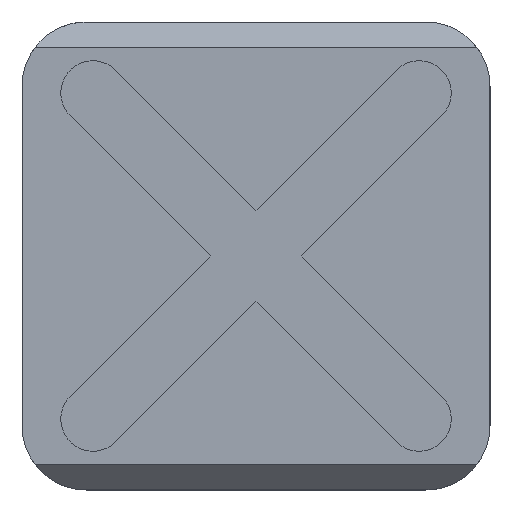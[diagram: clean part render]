
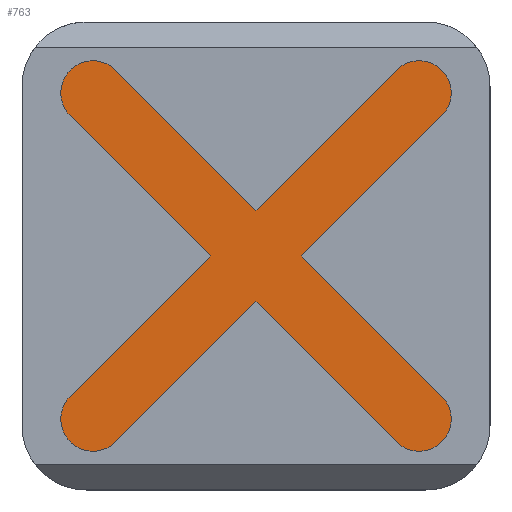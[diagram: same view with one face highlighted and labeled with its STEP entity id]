
A CAD part, front view. The second image highlights one B-rep face of the part: STEP entity #763.
In plain terms, the highlighted face is planar.
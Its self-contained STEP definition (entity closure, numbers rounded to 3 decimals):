
#36 = AXIS2_PLACEMENT_3D ( 'NONE', #573, #459, #1120 ) ;
#45 = VERTEX_POINT ( 'NONE', #1392 ) ;
#46 = VERTEX_POINT ( 'NONE', #1305 ) ;
#50 = PLANE ( 'NONE',  #1081 ) ;
#68 = CARTESIAN_POINT ( 'NONE',  ( 0., -2.245, 0.762 ) ) ;
#79 = AXIS2_PLACEMENT_3D ( 'NONE', #939, #508, #1416 ) ;
#80 = DIRECTION ( 'NONE',  ( -0.707, 0.707, 0. ) ) ;
#83 = VECTOR ( 'NONE', #210, 1000. ) ;
#123 = ORIENTED_EDGE ( 'NONE', *, *, #302, .T. ) ;
#138 = VERTEX_POINT ( 'NONE', #306 ) ;
#148 = AXIS2_PLACEMENT_3D ( 'NONE', #727, #1182, #170 ) ;
#149 = EDGE_CURVE ( 'NONE', #728, #1227, #196, .T. ) ;
#163 = ORIENTED_EDGE ( 'NONE', *, *, #705, .T. ) ;
#170 = DIRECTION ( 'NONE',  ( -1., 0., 0. ) ) ;
#185 = CIRCLE ( 'NONE', #811, 1.588 ) ;
#196 = LINE ( 'NONE', #428, #83 ) ;
#200 = DIRECTION ( 'NONE',  ( -0.707, -0.707, 0. ) ) ;
#209 = AXIS2_PLACEMENT_3D ( 'NONE', #1124, #779, #1461 ) ;
#210 = DIRECTION ( 'NONE',  ( -0.707, 0.707, 0. ) ) ;
#219 = CARTESIAN_POINT ( 'NONE',  ( 2.245, 0., 0.762 ) ) ;
#224 = VECTOR ( 'NONE', #695, 1000. ) ;
#243 = DIRECTION ( 'NONE',  ( -1., 0., 0. ) ) ;
#244 = LINE ( 'NONE', #502, #224 ) ;
#251 = LINE ( 'NONE', #701, #633 ) ;
#259 = CARTESIAN_POINT ( 'NONE',  ( 6.927, -9.173, 0.762 ) ) ;
#291 = VERTEX_POINT ( 'NONE', #1215 ) ;
#299 = EDGE_CURVE ( 'NONE', #711, #582, #995, .T. ) ;
#302 = EDGE_CURVE ( 'NONE', #480, #46, #1452, .T. ) ;
#303 = CARTESIAN_POINT ( 'NONE',  ( 1.123, 1.123, 0.762 ) ) ;
#306 = CARTESIAN_POINT ( 'NONE',  ( -6.927, -9.173, 0.762 ) ) ;
#312 = DIRECTION ( 'NONE',  ( -0.707, -0.707, 0. ) ) ;
#328 = CARTESIAN_POINT ( 'NONE',  ( 9.173, -6.927, 0.762 ) ) ;
#362 = CARTESIAN_POINT ( 'NONE',  ( -1.123, 1.123, 0.762 ) ) ;
#412 = ORIENTED_EDGE ( 'NONE', *, *, #907, .T. ) ;
#428 = CARTESIAN_POINT ( 'NONE',  ( -1.123, -1.123, 0.762 ) ) ;
#442 = EDGE_CURVE ( 'NONE', #870, #1389, #675, .T. ) ;
#459 = DIRECTION ( 'NONE',  ( 0., 0., -1. ) ) ;
#478 = DIRECTION ( 'NONE',  ( -0.707, -0.707, 0. ) ) ;
#480 = VERTEX_POINT ( 'NONE', #1248 ) ;
#495 = ORIENTED_EDGE ( 'NONE', *, *, #569, .T. ) ;
#501 = CARTESIAN_POINT ( 'NONE',  ( -6.927, 9.173, 0.762 ) ) ;
#502 = CARTESIAN_POINT ( 'NONE',  ( -1.123, -1.123, 0.762 ) ) ;
#508 = DIRECTION ( 'NONE',  ( 0., 0., -1. ) ) ;
#569 = EDGE_CURVE ( 'NONE', #46, #826, #185, .T. ) ;
#573 = CARTESIAN_POINT ( 'NONE',  ( -8.05, -8.05, 0.762 ) ) ;
#582 = VERTEX_POINT ( 'NONE', #1267 ) ;
#591 = AXIS2_PLACEMENT_3D ( 'NONE', #1403, #1180, #1189 ) ;
#629 = CARTESIAN_POINT ( 'NONE',  ( 0., 0., 0.762 ) ) ;
#631 = ORIENTED_EDGE ( 'NONE', *, *, #442, .T. ) ;
#633 = VECTOR ( 'NONE', #822, 1000. ) ;
#645 = FACE_OUTER_BOUND ( 'NONE', #1007, .T. ) ;
#648 = ORIENTED_EDGE ( 'NONE', *, *, #1291, .T. ) ;
#651 = CARTESIAN_POINT ( 'NONE',  ( -9.173, -6.927, 0.762 ) ) ;
#672 = EDGE_CURVE ( 'NONE', #45, #480, #244, .T. ) ;
#675 = CIRCLE ( 'NONE', #36, 1.588 ) ;
#695 = DIRECTION ( 'NONE',  ( -0.707, 0.707, 0. ) ) ;
#701 = CARTESIAN_POINT ( 'NONE',  ( 1.123, -1.123, 0.762 ) ) ;
#705 = EDGE_CURVE ( 'NONE', #1227, #138, #251, .T. ) ;
#711 = VERTEX_POINT ( 'NONE', #933 ) ;
#727 = CARTESIAN_POINT ( 'NONE',  ( -8.05, 8.05, 0.762 ) ) ;
#728 = VERTEX_POINT ( 'NONE', #259 ) ;
#763 = ADVANCED_FACE ( 'NONE', ( #645 ), #50, .T. ) ;
#774 = ORIENTED_EDGE ( 'NONE', *, *, #299, .F. ) ;
#779 = DIRECTION ( 'NONE',  ( 0., 0., -1. ) ) ;
#790 = VECTOR ( 'NONE', #478, 1000. ) ;
#811 = AXIS2_PLACEMENT_3D ( 'NONE', #923, #1260, #243 ) ;
#822 = DIRECTION ( 'NONE',  ( -0.707, -0.707, 0. ) ) ;
#826 = VERTEX_POINT ( 'NONE', #501 ) ;
#854 = CIRCLE ( 'NONE', #79, 1.588 ) ;
#858 = ORIENTED_EDGE ( 'NONE', *, *, #1095, .F. ) ;
#869 = CIRCLE ( 'NONE', #209, 1.588 ) ;
#870 = VERTEX_POINT ( 'NONE', #1410 ) ;
#907 = EDGE_CURVE ( 'NONE', #711, #291, #869, .T. ) ;
#923 = CARTESIAN_POINT ( 'NONE',  ( -8.05, 8.05, 0.762 ) ) ;
#933 = CARTESIAN_POINT ( 'NONE',  ( 6.927, 9.173, 0.762 ) ) ;
#939 = CARTESIAN_POINT ( 'NONE',  ( 8.05, -8.05, 0.762 ) ) ;
#964 = VERTEX_POINT ( 'NONE', #219 ) ;
#965 = EDGE_CURVE ( 'NONE', #1382, #964, #1338, .T. ) ;
#995 = LINE ( 'NONE', #1302, #1117 ) ;
#999 = LINE ( 'NONE', #1450, #1123 ) ;
#1002 = EDGE_CURVE ( 'NONE', #291, #964, #999, .T. ) ;
#1007 = EDGE_LOOP ( 'NONE', ( #774, #412, #1055, #1091, #1158, #1204, #163, #648, #631, #858, #1393, #123, #495, #1062 ) ) ;
#1050 = VECTOR ( 'NONE', #1350, 1000. ) ;
#1055 = ORIENTED_EDGE ( 'NONE', *, *, #1002, .T. ) ;
#1062 = ORIENTED_EDGE ( 'NONE', *, *, #1391, .F. ) ;
#1081 = AXIS2_PLACEMENT_3D ( 'NONE', #629, #1318, #1325 ) ;
#1091 = ORIENTED_EDGE ( 'NONE', *, *, #965, .F. ) ;
#1095 = EDGE_CURVE ( 'NONE', #45, #1389, #1364, .T. ) ;
#1107 = CARTESIAN_POINT ( 'NONE',  ( 1.123, 1.123, 0.762 ) ) ;
#1117 = VECTOR ( 'NONE', #312, 1000. ) ;
#1120 = DIRECTION ( 'NONE',  ( -1., 0., 0. ) ) ;
#1123 = VECTOR ( 'NONE', #200, 1000. ) ;
#1124 = CARTESIAN_POINT ( 'NONE',  ( 8.05, 8.05, 0.762 ) ) ;
#1158 = ORIENTED_EDGE ( 'NONE', *, *, #1282, .T. ) ;
#1180 = DIRECTION ( 'NONE',  ( 0., 0., -1. ) ) ;
#1182 = DIRECTION ( 'NONE',  ( 0., 0., -1. ) ) ;
#1189 = DIRECTION ( 'NONE',  ( -1., 0., 0. ) ) ;
#1204 = ORIENTED_EDGE ( 'NONE', *, *, #149, .T. ) ;
#1215 = CARTESIAN_POINT ( 'NONE',  ( 9.173, 6.927, 0.762 ) ) ;
#1227 = VERTEX_POINT ( 'NONE', #68 ) ;
#1236 = CIRCLE ( 'NONE', #591, 1.588 ) ;
#1248 = CARTESIAN_POINT ( 'NONE',  ( -9.173, 6.927, 0.762 ) ) ;
#1260 = DIRECTION ( 'NONE',  ( 0., 0., -1. ) ) ;
#1267 = CARTESIAN_POINT ( 'NONE',  ( 0., 2.245, 0.762 ) ) ;
#1282 = EDGE_CURVE ( 'NONE', #1382, #728, #854, .T. ) ;
#1291 = EDGE_CURVE ( 'NONE', #138, #870, #1236, .T. ) ;
#1302 = CARTESIAN_POINT ( 'NONE',  ( -1.123, 1.123, 0.762 ) ) ;
#1305 = CARTESIAN_POINT ( 'NONE',  ( -9.638, 8.05, 0.762 ) ) ;
#1317 = LINE ( 'NONE', #303, #1466 ) ;
#1318 = DIRECTION ( 'NONE',  ( 0., 0., -1. ) ) ;
#1325 = DIRECTION ( 'NONE',  ( -1., 0., 0. ) ) ;
#1338 = LINE ( 'NONE', #1107, #1050 ) ;
#1350 = DIRECTION ( 'NONE',  ( -0.707, 0.707, 0. ) ) ;
#1364 = LINE ( 'NONE', #362, #790 ) ;
#1382 = VERTEX_POINT ( 'NONE', #328 ) ;
#1389 = VERTEX_POINT ( 'NONE', #651 ) ;
#1391 = EDGE_CURVE ( 'NONE', #582, #826, #1317, .T. ) ;
#1392 = CARTESIAN_POINT ( 'NONE',  ( -2.245, 0., 0.762 ) ) ;
#1393 = ORIENTED_EDGE ( 'NONE', *, *, #672, .T. ) ;
#1403 = CARTESIAN_POINT ( 'NONE',  ( -8.05, -8.05, 0.762 ) ) ;
#1410 = CARTESIAN_POINT ( 'NONE',  ( -9.638, -8.05, 0.762 ) ) ;
#1416 = DIRECTION ( 'NONE',  ( -1., 0., 0. ) ) ;
#1450 = CARTESIAN_POINT ( 'NONE',  ( 1.123, -1.123, 0.762 ) ) ;
#1452 = CIRCLE ( 'NONE', #148, 1.588 ) ;
#1461 = DIRECTION ( 'NONE',  ( -1., 0., 0. ) ) ;
#1466 = VECTOR ( 'NONE', #80, 1000. ) ;
